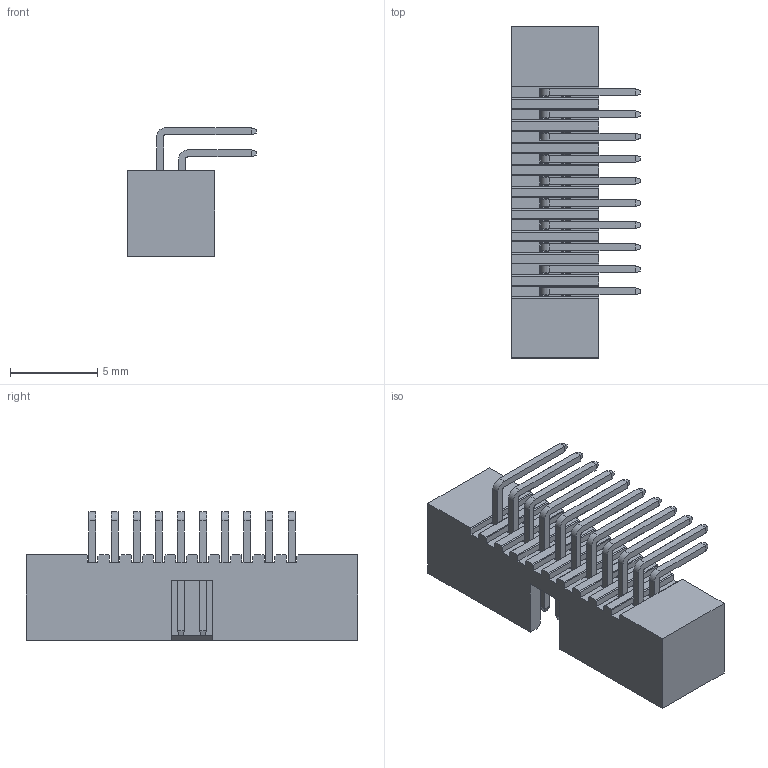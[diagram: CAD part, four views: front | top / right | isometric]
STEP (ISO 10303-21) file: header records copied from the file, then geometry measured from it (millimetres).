
FILE_DESCRIPTION (( 'STEP AP214' ), '1' );
FILE_NAME ('3220-20-0200-00 3D.stp', '2024-05-20T12:15:05', ( '' ), ( '' ), 'SwSTEP 2.0', 'SolidWorks 2020', '' );
FILE_SCHEMA (( 'AUTOMOTIVE_DESIGN' ));
Length unit declared in the file: centimetre
Products named in the file (4): 3220-20-0200-00 3D; 802-2195R-XXG-L; 802-2195R-XXG; 801-2195R-20
Assembly tree (21 placements, depth 2):
  3220-20-0200-00 3D
    801-2195R-20
    802-2195R-XXG-L  x10
    802-2195R-XXG  x10
Bounding box: 7.4 x 19.05 x 7.37 mm (x, y, z)
Volume: 274.9 mm3; surface area: 962 mm2
Topology: 21 solids, 21 shells, 599 faces, 1427 edges, 870 vertices
Faces by surface type: plane 559, cylinder 40
Entity records: 8427 total; most frequent: CARTESIAN_POINT 1444, ORIENTED_EDGE 1414, DIRECTION 1313, EDGE_CURVE 707, LINE 699, VECTOR 699, VERTEX_POINT 438, EDGE_LOOP 315
